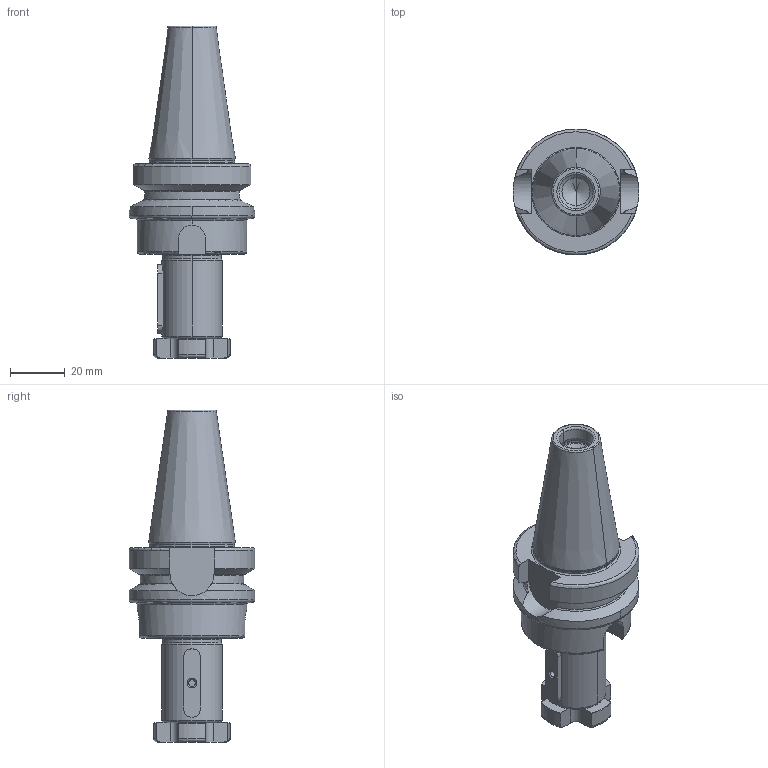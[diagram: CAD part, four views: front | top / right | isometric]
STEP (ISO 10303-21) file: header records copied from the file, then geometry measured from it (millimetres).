
FILE_DESCRIPTION((''),'2;1');
FILE_NAME('305_10_22','2020-07-14T',('104091'),(''),'CREO PARAMETRIC BY PTC INC, 2015290','CREO PARAMETRIC BY PTC INC, 2015290','');
FILE_SCHEMA(('CONFIG_CONTROL_DESIGN'));
Length unit declared in the file: millimetre
Products named in the file (1): 305_10_22
Bounding box: 46 x 46 x 121.4 mm (x, y, z)
Volume: 78063.4 mm3; surface area: 17692.4 mm2
Topology: 1 solids, 3 shells, 154 faces, 368 edges, 223 vertices
Faces by surface type: plane 46, cylinder 44, torus 36, cone 28
Entity records: 4770 total; most frequent: CARTESIAN_POINT 1154, DIRECTION 786, ORIENTED_EDGE 732, EDGE_CURVE 366, AXIS2_PLACEMENT_3D 323, VERTEX_POINT 223, CIRCLE 166, EDGE_LOOP 161
